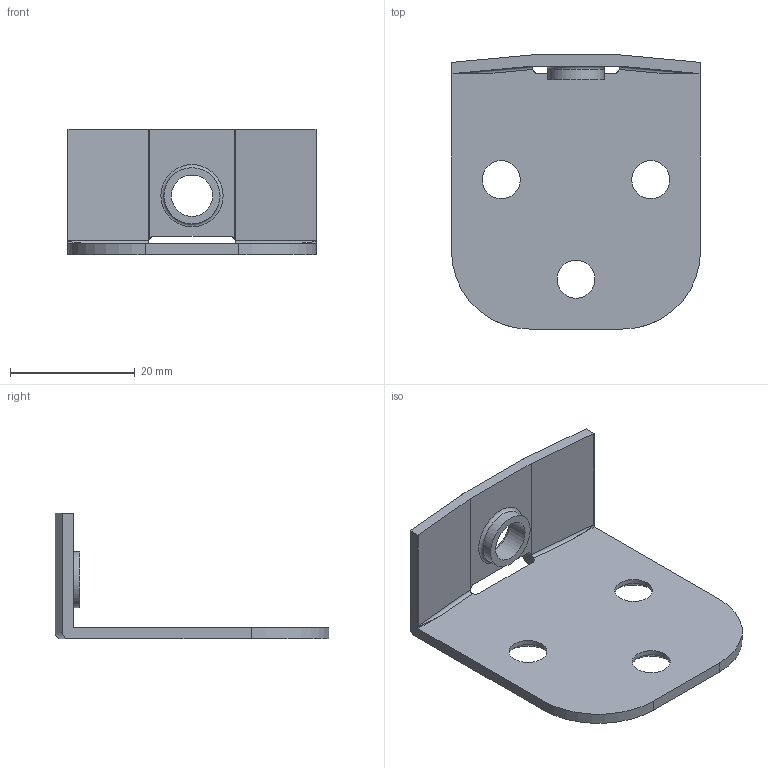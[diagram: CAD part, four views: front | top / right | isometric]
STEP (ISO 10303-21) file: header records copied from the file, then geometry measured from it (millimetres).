
FILE_DESCRIPTION((''),'2;1');
FILE_NAME('0021.stp','2012-03-01T14:58:56',('Marc'),(''),'Autodesk Inventor 2011','Autodesk Inventor 2011','');
FILE_SCHEMA(('AUTOMOTIVE_DESIGN { 1 0 10303 214 1 1 1 1 }'));
Length unit declared in the file: millimetre
Products named in the file (1): Pièce20
Bounding box: 40 x 44 x 20.2 mm (x, y, z)
Volume: 4048.3 mm3; surface area: 5086.4 mm2
Topology: 1 solids, 1 shells, 124 faces, 332 edges, 220 vertices
Faces by surface type: plane 59, bspline 31, cylinder 27, torus 4, cone 3
Full cylindrical faces by diameter (mm): 6.1 x3, 6.647 x1, 9 x1
Entity records: 4165 total; most frequent: CARTESIAN_POINT 1118, ORIENTED_EDGE 638, DIRECTION 496, EDGE_CURVE 319, VERTEX_POINT 217, VECTOR 186, LINE 186, AXIS2_PLACEMENT_3D 155
